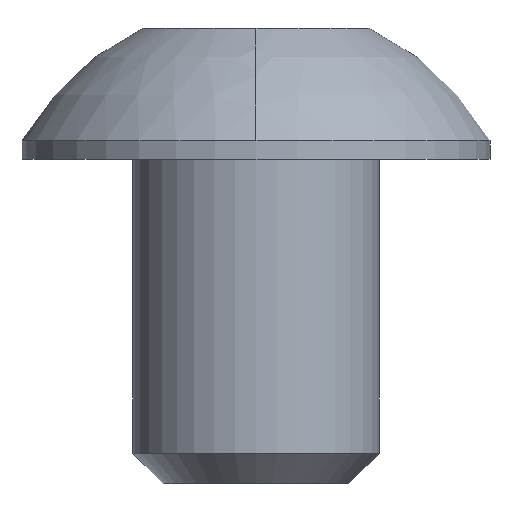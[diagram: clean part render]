
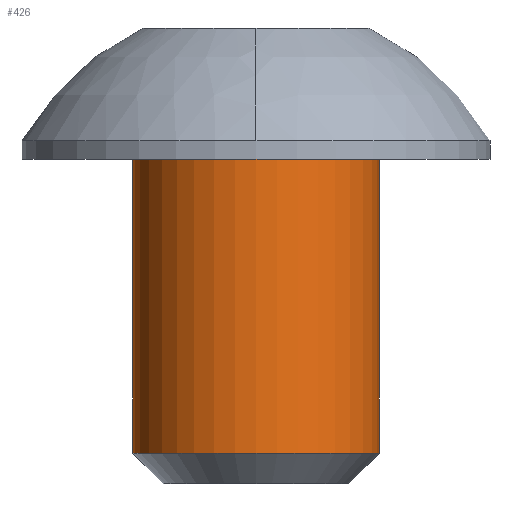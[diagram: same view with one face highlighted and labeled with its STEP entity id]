
A CAD part, front view. The second image highlights one B-rep face of the part: STEP entity #426.
In plain terms, the highlighted cylindrical face has radius 2.413 mm (diameter 4.826 mm), a partial arc.
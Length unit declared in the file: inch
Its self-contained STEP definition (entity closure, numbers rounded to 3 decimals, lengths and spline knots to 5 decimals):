
#35 = AXIS2_PLACEMENT_3D ( 'NONE', #605, #899, #831 ) ;
#37 = EDGE_CURVE ( 'NONE', #85, #662, #503, .T. ) ;
#63 = ORIENTED_EDGE ( 'NONE', *, *, #615, .T. ) ;
#71 = CIRCLE ( 'NONE', #830, 0.095 ) ;
#77 = DIRECTION ( 'NONE',  ( 0., 0., 1. ) ) ;
#79 = EDGE_CURVE ( 'NONE', #636, #85, #318, .T. ) ;
#85 = VERTEX_POINT ( 'NONE', #239 ) ;
#121 = EDGE_CURVE ( 'NONE', #636, #130, #71, .T. ) ;
#130 = VERTEX_POINT ( 'NONE', #800 ) ;
#168 = DIRECTION ( 'NONE',  ( 1., 0., 0. ) ) ;
#179 = CARTESIAN_POINT ( 'NONE',  ( 0., 0., 0.0745 ) ) ;
#205 = CARTESIAN_POINT ( 'NONE',  ( 0.095, 0., 0.0745 ) ) ;
#218 = VECTOR ( 'NONE', #771, 39.37008 ) ;
#239 = CARTESIAN_POINT ( 'NONE',  ( -0.095, 0., 0.0745 ) ) ;
#272 = EDGE_LOOP ( 'NONE', ( #796, #880, #63, #365 ) ) ;
#285 = CARTESIAN_POINT ( 'NONE',  ( -0.095, 0., -0.15206 ) ) ;
#318 = LINE ( 'NONE', #678, #218 ) ;
#356 = CARTESIAN_POINT ( 'NONE',  ( 0.095, 0., 0.1755 ) ) ;
#365 = ORIENTED_EDGE ( 'NONE', *, *, #37, .F. ) ;
#426 = ADVANCED_FACE ( 'NONE', ( #609 ), #539, .T. ) ;
#463 = DIRECTION ( 'NONE',  ( 0., 0., 1. ) ) ;
#495 = LINE ( 'NONE', #356, #656 ) ;
#503 = CIRCLE ( 'NONE', #890, 0.095 ) ;
#506 = DIRECTION ( 'NONE',  ( 1., 0., 0. ) ) ;
#539 = CYLINDRICAL_SURFACE ( 'NONE', #35, 0.095 ) ;
#605 = CARTESIAN_POINT ( 'NONE',  ( 0., 0., 0.1755 ) ) ;
#609 = FACE_OUTER_BOUND ( 'NONE', #272, .T. ) ;
#615 = EDGE_CURVE ( 'NONE', #130, #662, #495, .T. ) ;
#636 = VERTEX_POINT ( 'NONE', #285 ) ;
#656 = VECTOR ( 'NONE', #786, 39.37008 ) ;
#662 = VERTEX_POINT ( 'NONE', #205 ) ;
#678 = CARTESIAN_POINT ( 'NONE',  ( -0.095, 0., 0.1755 ) ) ;
#771 = DIRECTION ( 'NONE',  ( 0., 0., 1. ) ) ;
#786 = DIRECTION ( 'NONE',  ( 0., 0., 1. ) ) ;
#796 = ORIENTED_EDGE ( 'NONE', *, *, #79, .F. ) ;
#800 = CARTESIAN_POINT ( 'NONE',  ( 0.095, 0., -0.15206 ) ) ;
#830 = AXIS2_PLACEMENT_3D ( 'NONE', #856, #77, #506 ) ;
#831 = DIRECTION ( 'NONE',  ( 1., 0., 0. ) ) ;
#856 = CARTESIAN_POINT ( 'NONE',  ( 0., 0., -0.15206 ) ) ;
#880 = ORIENTED_EDGE ( 'NONE', *, *, #121, .T. ) ;
#890 = AXIS2_PLACEMENT_3D ( 'NONE', #179, #463, #168 ) ;
#899 = DIRECTION ( 'NONE',  ( 0., 0., 1. ) ) ;
